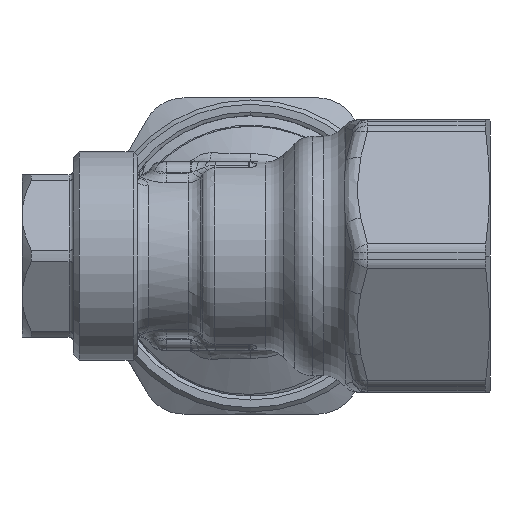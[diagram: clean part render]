
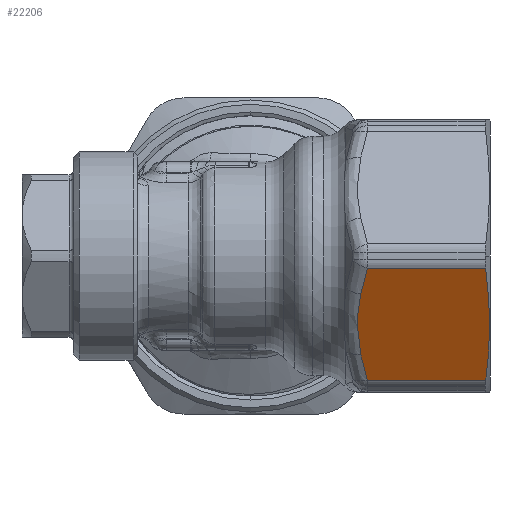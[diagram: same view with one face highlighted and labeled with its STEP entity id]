
A CAD part, left-side view. The second image highlights one B-rep face of the part: STEP entity #22206.
In plain terms, the highlighted planar face has unit normal (-0.866, 0, -0.5).
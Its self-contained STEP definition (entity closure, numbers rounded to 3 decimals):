
#539=DIRECTION('',(0.,1.,0.));
#540=VECTOR('',#539,13.841);
#541=CARTESIAN_POINT('',(-17.577,-27.495,
-1.406));
#542=LINE('',#541,#540);
#547=CARTESIAN_POINT('',(-10.006,-27.495,
-14.519));
#548=CARTESIAN_POINT('',(-10.289,-27.561,
-14.029));
#549=CARTESIAN_POINT('',(-10.853,-27.678,
-13.052));
#550=CARTESIAN_POINT('',(-11.69,-27.814,
-11.602));
#551=CARTESIAN_POINT('',(-12.528,-27.907,
-10.151));
#552=CARTESIAN_POINT('',(-13.37,-27.955,
-8.693));
#553=CARTESIAN_POINT('',(-14.213,-27.955,
-7.232));
#554=CARTESIAN_POINT('',(-15.055,-27.907,
-5.774));
#555=CARTESIAN_POINT('',(-15.893,-27.814,
-4.323));
#556=CARTESIAN_POINT('',(-16.73,-27.678,
-2.873));
#557=CARTESIAN_POINT('',(-17.294,-27.561,
-1.896));
#558=CARTESIAN_POINT('',(-17.577,-27.495,
-1.406));
#564=DIRECTION('',(0.,-1.,0.));
#565=VECTOR('',#564,13.841);
#566=CARTESIAN_POINT('',(-10.006,-13.655,
-14.519));
#567=LINE('',#566,#565);
#1357=CARTESIAN_POINT('',(-15.813,-12.875,
-4.461));
#1358=CARTESIAN_POINT('',(-15.994,-12.934,
-4.148));
#1359=CARTESIAN_POINT('',(-16.366,-13.068,
-3.503));
#1360=CARTESIAN_POINT('',(-16.954,-13.326,
-2.485));
#1361=CARTESIAN_POINT('',(-17.366,-13.538,
-1.772));
#1362=CARTESIAN_POINT('',(-17.577,-13.655,
-1.406));
#1376=CARTESIAN_POINT('',(-11.77,-12.875,
-11.464));
#1377=CARTESIAN_POINT('',(-12.15,-12.753,
-10.805));
#1378=CARTESIAN_POINT('',(-12.873,-12.548,
-9.553));
#1379=CARTESIAN_POINT('',(-13.804,-12.457,
-7.941));
#1380=CARTESIAN_POINT('',(-14.729,-12.553,
-6.339));
#1381=CARTESIAN_POINT('',(-15.44,-12.755,
-5.107));
#1382=CARTESIAN_POINT('',(-15.813,-12.875,
-4.461));
#1397=CARTESIAN_POINT('',(-10.006,-13.655,
-14.519));
#1398=CARTESIAN_POINT('',(-10.217,-13.538,
-14.153));
#1399=CARTESIAN_POINT('',(-10.629,-13.326,
-13.439));
#1400=CARTESIAN_POINT('',(-11.217,-13.068,
-12.421));
#1401=CARTESIAN_POINT('',(-11.589,-12.934,
-11.777));
#1402=CARTESIAN_POINT('',(-11.77,-12.875,
-11.464));
#19896=CARTESIAN_POINT('',(-17.577,-13.655,
-1.406));
#19898=VERTEX_POINT('',#19896);
#19900=VERTEX_POINT('',#1357);
#19903=VERTEX_POINT('',#1376);
#19905=VERTEX_POINT('',#1397);
#20405=VERTEX_POINT('',#547);
#20406=VERTEX_POINT('',#558);
#22189=CARTESIAN_POINT('',(-20.366,-11.389,
3.426));
#22190=DIRECTION('',(-0.866,0.,-0.5));
#22191=DIRECTION('',(0.,-1.,0.));
#22192=AXIS2_PLACEMENT_3D('',#22189,#22190,#22191);
#22193=PLANE('',#22192);
#22194=ORIENTED_EDGE('',*,*,#22016,.F.);
#22196=ORIENTED_EDGE('',*,*,#22195,.F.);
#22198=ORIENTED_EDGE('',*,*,#22197,.T.);
#22200=ORIENTED_EDGE('',*,*,#22199,.T.);
#22202=ORIENTED_EDGE('',*,*,#22201,.T.);
#22203=ORIENTED_EDGE('',*,*,#22181,.F.);
#22204=EDGE_LOOP('',(#22194,#22196,#22198,#22200,#22202,#22203));
#22205=FACE_OUTER_BOUND('',#22204,.F.);
#22206=ADVANCED_FACE('',(#22205),#22193,.T.);
#559=B_SPLINE_CURVE_WITH_KNOTS('',3,(#547,#548,#549,#550,#551,#552,#553,#554,
#555,#556,#557,#558),.UNSPECIFIED.,.F.,.F.,(4,1,1,1,1,1,1,1,1,4),(0.,
0.111,0.222,0.333,0.444,
0.556,0.667,0.778,0.889,1.),
.UNSPECIFIED.);
#1363=B_SPLINE_CURVE_WITH_KNOTS('',3,(#1357,#1358,#1359,#1360,#1361,#1362),
.UNSPECIFIED.,.F.,.F.,(4,1,1,4),(0.,0.333,0.667,1.),
.UNSPECIFIED.);
#1383=B_SPLINE_CURVE_WITH_KNOTS('',3,(#1376,#1377,#1378,#1379,#1380,#1381,
#1382),.UNSPECIFIED.,.F.,.F.,(4,1,1,1,4),(0.,0.25,0.5,0.75,1.),
.UNSPECIFIED.);
#1403=B_SPLINE_CURVE_WITH_KNOTS('',3,(#1397,#1398,#1399,#1400,#1401,#1402),
.UNSPECIFIED.,.F.,.F.,(4,1,1,4),(0.,0.333,0.667,1.),
.UNSPECIFIED.);
#22016=EDGE_CURVE('',#20405,#20406,#559,.T.);
#22181=EDGE_CURVE('',#20406,#19898,#542,.T.);
#22195=EDGE_CURVE('',#19905,#20405,#567,.T.);
#22197=EDGE_CURVE('',#19905,#19903,#1403,.T.);
#22199=EDGE_CURVE('',#19903,#19900,#1383,.T.);
#22201=EDGE_CURVE('',#19900,#19898,#1363,.T.);
